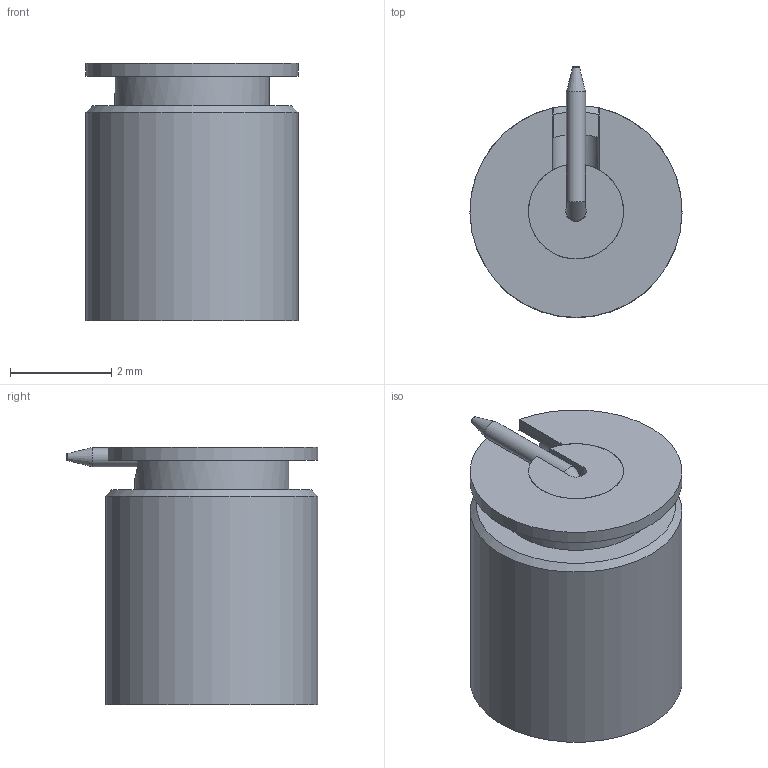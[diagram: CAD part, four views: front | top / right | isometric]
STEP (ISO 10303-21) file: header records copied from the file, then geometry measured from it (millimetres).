
FILE_DESCRIPTION (( 'STEP AP203' ), '1' );
FILE_NAME ('PE44946_3D.step', '2021-07-19T20:17:54', ( '' ), ( '' ), 'SwSTEP 2.0', 'SolidWorks 2021', '' );
FILE_SCHEMA (( 'CONFIG_CONTROL_DESIGN' ));
Length unit declared in the file: inch
Products named in the file (1): PE44946_3D
Bounding box: 4.19 x 4.97 x 5.08 mm (x, y, z)
Volume: 40.9 mm3; surface area: 167.2 mm2
Topology: 3 solids, 3 shells, 35 faces, 77 edges, 46 vertices
Faces by surface type: cylinder 13, plane 13, cone 6, torus 3
Full cylindrical faces by diameter (mm): 0.381 x2, 0.406 x1, 1.88 x2, 3.048 x1, 3.12 x1, 3.234 x1, 3.67 x1, 4.191 x1
Entity records: 925 total; most frequent: CARTESIAN_POINT 177, DIRECTION 146, ORIENTED_EDGE 104, AXIS2_PLACEMENT_3D 64, EDGE_LOOP 57, EDGE_CURVE 52, FACE_OUTER_BOUND 47, VERTEX_POINT 41
